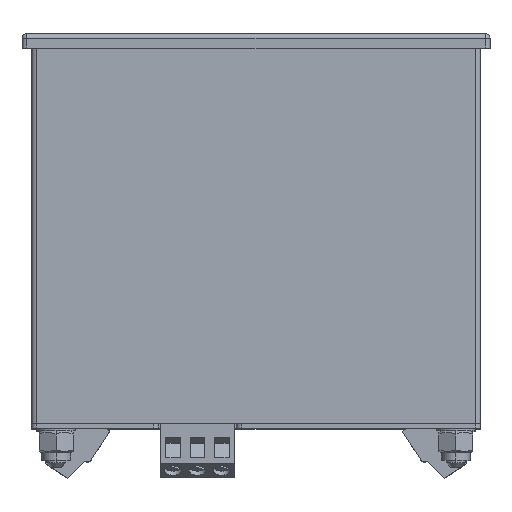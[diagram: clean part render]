
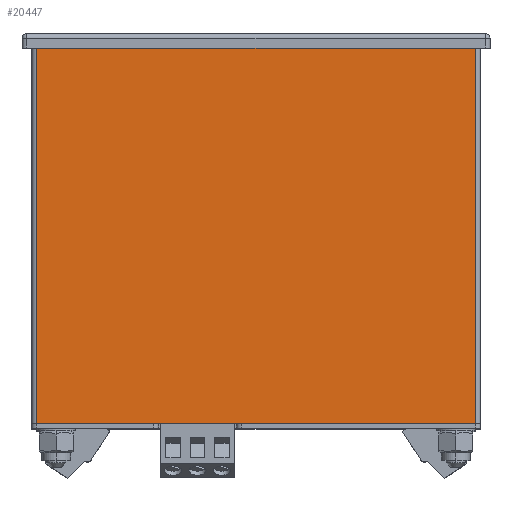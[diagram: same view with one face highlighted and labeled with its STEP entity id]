
A CAD part, top view. The second image highlights one B-rep face of the part: STEP entity #20447.
In plain terms, the highlighted planar face has unit normal (0, 0, 1).
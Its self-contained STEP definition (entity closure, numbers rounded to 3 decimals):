
#20330=CARTESIAN_POINT('',(45.,0.,46.));
#20331=VERTEX_POINT('',#20330);
#20332=CARTESIAN_POINT('',(-45.,0.,46.));
#20333=VERTEX_POINT('',#20332);
#20334=CARTESIAN_POINT('',(45.,0.,46.));
#20335=DIRECTION('',(-1.,0.,0.));
#20336=VECTOR('',#20335,90.);
#20337=LINE('',#20334,#20336);
#20338=EDGE_CURVE('',#20331,#20333,#20337,.T.);
#20417=CARTESIAN_POINT('',(46.,-77.,46.));
#20418=DIRECTION('',(0.,0.,-1.));
#20419=DIRECTION('',(-1.,0.,0.));
#20420=AXIS2_PLACEMENT_3D('',#20417,#20418,#20419);
#20421=PLANE('',#20420);
#20422=CARTESIAN_POINT('',(45.,-77.,46.));
#20423=VERTEX_POINT('',#20422);
#20424=CARTESIAN_POINT('',(-45.,-77.,46.));
#20425=VERTEX_POINT('',#20424);
#20426=CARTESIAN_POINT('',(45.,-77.,46.));
#20427=DIRECTION('',(-1.,0.,0.));
#20428=VECTOR('',#20427,90.);
#20429=LINE('',#20426,#20428);
#20430=EDGE_CURVE('',#20423,#20425,#20429,.T.);
#20431=ORIENTED_EDGE('',*,*,#20430,.F.);
#20432=CARTESIAN_POINT('',(45.,-77.,46.));
#20433=DIRECTION('',(0.,1.,0.));
#20434=VECTOR('',#20433,77.);
#20435=LINE('',#20432,#20434);
#20436=EDGE_CURVE('',#20423,#20331,#20435,.T.);
#20437=ORIENTED_EDGE('',*,*,#20436,.T.);
#20438=ORIENTED_EDGE('',*,*,#20338,.T.);
#20439=CARTESIAN_POINT('',(-45.,0.,46.));
#20440=DIRECTION('',(-0.,-1.,-0.));
#20441=VECTOR('',#20440,77.);
#20442=LINE('',#20439,#20441);
#20443=EDGE_CURVE('',#20333,#20425,#20442,.T.);
#20444=ORIENTED_EDGE('',*,*,#20443,.T.);
#20445=EDGE_LOOP('',(#20431,#20437,#20438,#20444));
#20446=FACE_BOUND('',#20445,.T.);
#20447=ADVANCED_FACE('',(#20446),#20421,.F.);
